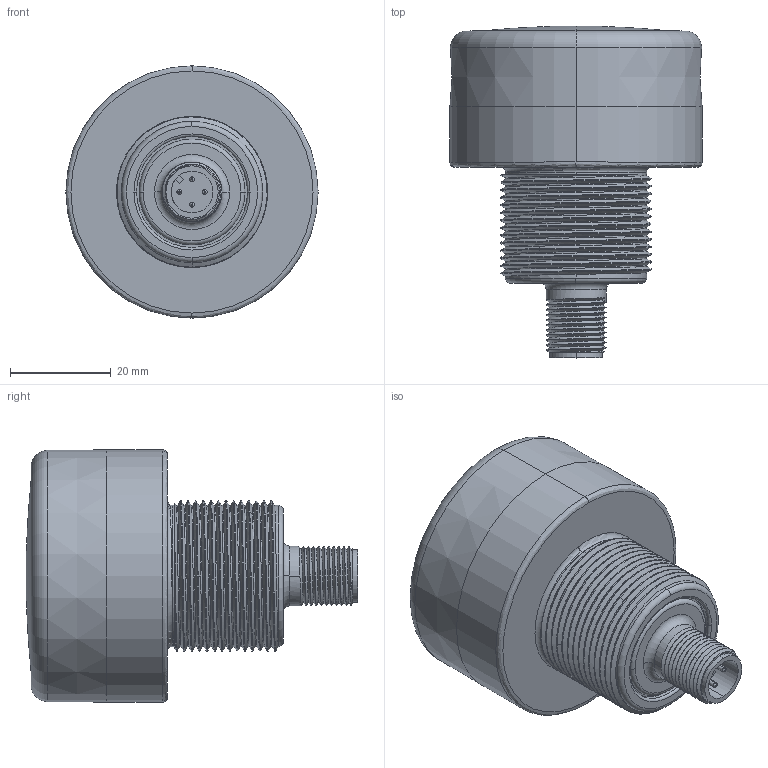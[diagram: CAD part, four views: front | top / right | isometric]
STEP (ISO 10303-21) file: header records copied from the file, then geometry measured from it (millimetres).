
FILE_DESCRIPTION((''),'2;1');
FILE_NAME('158612_SW','2011-09-15T',('banengservice'),('BANNER ENGINEERING'),'PRO/ENGINEER BY PARAMETRIC TECHNOLOGY CORPORATION, 2009141','PRO/ENGINEER BY PARAMETRIC TECHNOLOGY CORPORATION, 2009141','');
FILE_SCHEMA(('CONFIG_CONTROL_DESIGN'));
Length unit declared in the file: inch
Products named in the file (1): 158612_SW
Bounding box: 50 x 65.8 x 50 mm (x, y, z)
Volume: 68940.2 mm3; surface area: 12335.2 mm2
Topology: 1 solids, 1 shells, 131 faces, 325 edges, 205 vertices
Faces by surface type: cylinder 67, bspline 28, plane 19, torus 12, cone 3, revolution 2
Entity records: 14981 total; most frequent: CARTESIAN_POINT 12099, ORIENTED_EDGE 646, DIRECTION 499, EDGE_CURVE 323, VERTEX_POINT 205, AXIS2_PLACEMENT_3D 199, EDGE_LOOP 142, FACE_OUTER_BOUND 131
